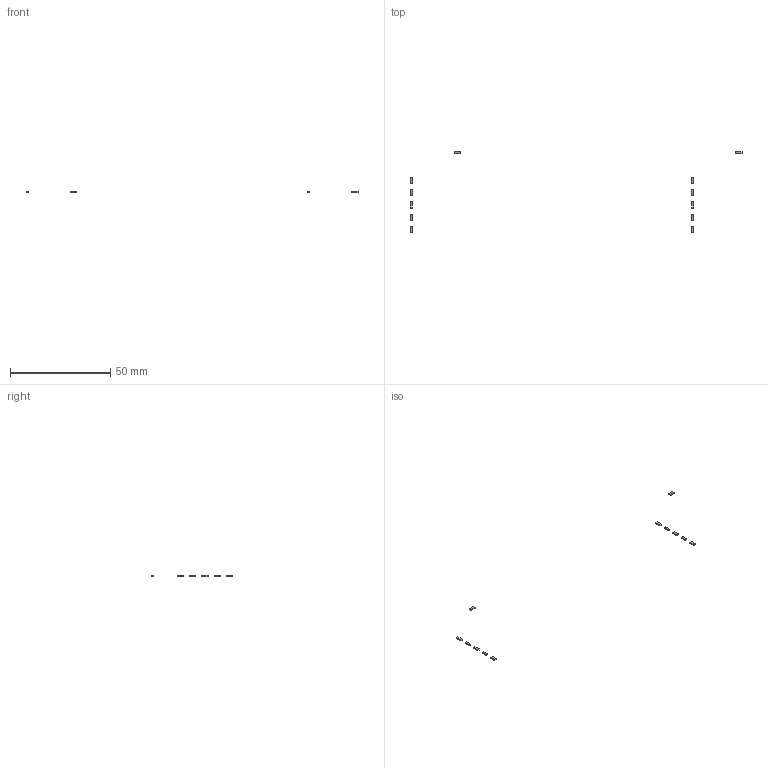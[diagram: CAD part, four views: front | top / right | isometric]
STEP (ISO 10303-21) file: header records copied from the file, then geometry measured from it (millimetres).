
FILE_DESCRIPTION (('STEP'), '1');
FILE_NAME ('DFAM Build marker identity.stp', '2023-08-08T21:14:43', ('Unknown'), ('Unknown'), 'HarmonyWare STEP v2.1.9', 'HarmonyWare Translators', '');
FILE_SCHEMA (('CONFIG_CONTROL_DESIGN'));
Length unit declared in the file: millimetre
Products named in the file (13): Build marker identity
Assembly tree (12 placements, depth 2):
  (unnamed)
    Build marker identity
    Build marker identity
    Build marker identity
    Build marker identity
    Build marker identity
    Build marker identity
    Build marker identity
    Build marker identity
    Build marker identity
    Build marker identity
    Build marker identity
    Build marker identity
Bounding box: 165.36 x 39.94 x 0.65 mm (x, y, z)
Volume: 23.4 mm3; surface area: 134.4 mm2
Topology: 12 solids, 12 shells, 72 faces, 144 edges, 96 vertices
Faces by surface type: bspline 72
Entity records: 3428 total; most frequent: CARTESIAN_POINT 696, ORIENTED_EDGE 288, B_SPLINE_CURVE_WITH_KNOTS 144, EDGE_CURVE 144, PERSON 128, ORGANIZATION 128, PERSON_AND_ORGANIZATION 128, VERTEX_POINT 96
